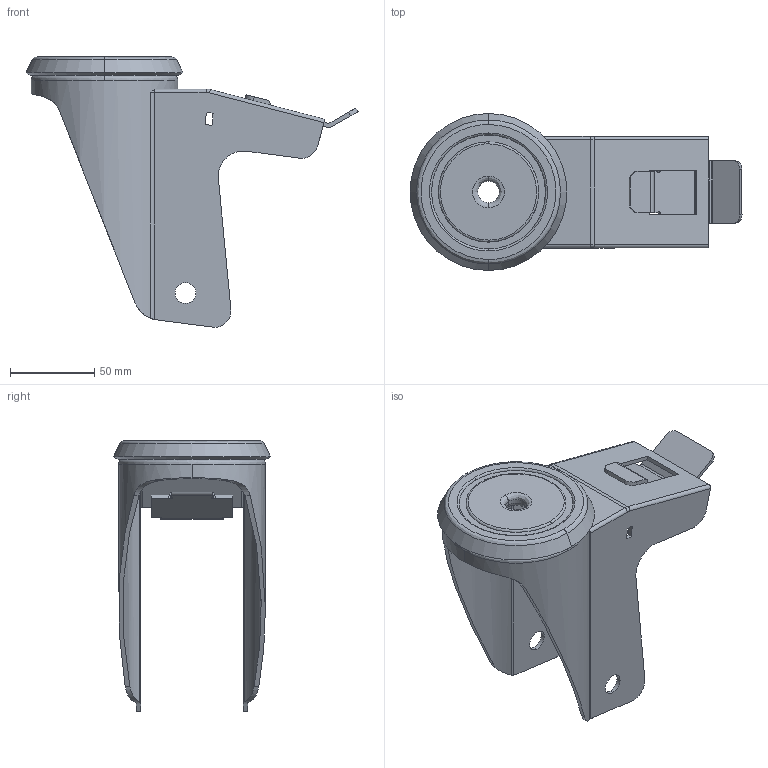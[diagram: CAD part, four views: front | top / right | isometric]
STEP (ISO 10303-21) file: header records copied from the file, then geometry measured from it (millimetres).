
FILE_DESCRIPTION (( 'STEP AP214' ), '1' );
FILE_NAME ('0017825.step', '2022-11-09T09:01:39', ( '' ), ( '' ), 'SwSTEP 2.0', 'SolidWorks 2020', '' );
FILE_SCHEMA (( 'AUTOMOTIVE_DESIGN' ));
Length unit declared in the file: millimetre
Products named in the file (1): 0017825
Bounding box: 196.7 x 93 x 160.26 mm (x, y, z)
Volume: 132934.9 mm3; surface area: 108015.2 mm2
Topology: 4 solids, 4 shells, 312 faces, 880 edges, 586 vertices
Faces by surface type: plane 111, cylinder 96, bspline 66, cone 39
Entity records: 13616 total; most frequent: CARTESIAN_POINT 6046, ORIENTED_EDGE 1760, DIRECTION 1367, EDGE_CURVE 880, VERTEX_POINT 586, AXIS2_PLACEMENT_3D 550, EDGE_LOOP 338, ADVANCED_FACE 312
